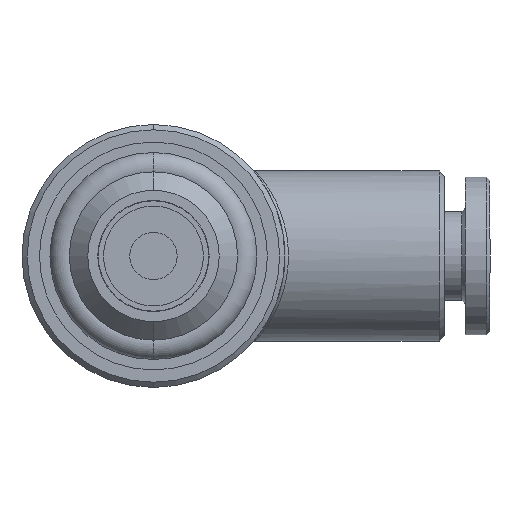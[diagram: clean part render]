
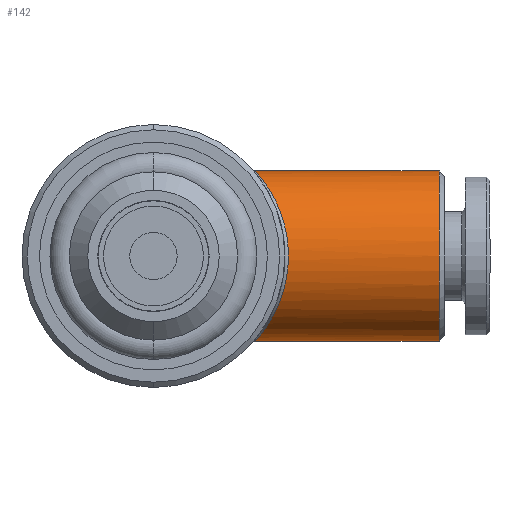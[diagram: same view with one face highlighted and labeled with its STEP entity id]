
A CAD part, front view. The second image highlights one B-rep face of the part: STEP entity #142.
In plain terms, the highlighted cylindrical face has radius 4.85 mm (diameter 9.7 mm), a partial arc.
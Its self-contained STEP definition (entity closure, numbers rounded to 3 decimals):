
#41 = EDGE_CURVE ( 'NONE', #3423, #3440, #587, .T. ) ;
#97 = EDGE_LOOP ( 'NONE', ( #98, #99, #101, #102, #143 ) ) ;
#98 = ORIENTED_EDGE ( 'NONE', *, *, #3439, .F. ) ;
#99 = ORIENTED_EDGE ( 'NONE', *, *, #100, .T. ) ;
#100 = EDGE_CURVE ( 'NONE', #3943, #3481, #750, .T. ) ;
#101 = ORIENTED_EDGE ( 'NONE', *, *, #3444, .T. ) ;
#102 = ORIENTED_EDGE ( 'NONE', *, *, #3408, .T. ) ;
#142 = ADVANCED_FACE ( 'NONE', ( #711 ), #710, .T. ) ;
#143 = ORIENTED_EDGE ( 'NONE', *, *, #41, .T. ) ;
#572 = CARTESIAN_POINT ( 'NONE',  ( 5.813, 15.39, -4.85 ) ) ;
#573 = CARTESIAN_POINT ( 'NONE',  ( 5.813, 15.37, -4.85 ) ) ;
#574 = CARTESIAN_POINT ( 'NONE',  ( 5.813, 15.35, -4.85 ) ) ;
#575 = CARTESIAN_POINT ( 'NONE',  ( 5.813, 15.34, -4.85 ) ) ;
#586 = CARTESIAN_POINT ( 'NONE',  ( 5.813, 15.4, -4.85 ) ) ;
#587 = B_SPLINE_CURVE_WITH_KNOTS ( 'NONE', 3,
 ( #575, #574, #573, #572, #586 ),
 .UNSPECIFIED., .F., .F.,
 ( 4, 1, 4 ),
 ( 0., 0., 0. ),
 .UNSPECIFIED. ) ;
#682 = CARTESIAN_POINT ( 'NONE',  ( -5.577, 15.4, 0. ) ) ;
#683 = AXIS2_PLACEMENT_3D ( 'NONE', #682, #721, #720 ) ;
#693 = CARTESIAN_POINT ( 'NONE',  ( 16.3, 15.4, 0. ) ) ;
#709 = AXIS2_PLACEMENT_3D ( 'NONE', #693, #732, #731 ) ;
#710 = CYLINDRICAL_SURFACE ( 'NONE', #683, 4.85 ) ;
#711 = FACE_OUTER_BOUND ( 'NONE', #97, .T. ) ;
#720 = DIRECTION ( 'NONE',  ( 0., 0., 1. ) ) ;
#721 = DIRECTION ( 'NONE',  ( -1., 0., 0. ) ) ;
#731 = DIRECTION ( 'NONE',  ( 0., 0., 1. ) ) ;
#732 = DIRECTION ( 'NONE',  ( -1., 0., 0. ) ) ;
#750 = CIRCLE ( 'NONE', #709, 4.85 ) ;
#830 = CARTESIAN_POINT ( 'NONE',  ( 6.595, 12.4, -3.823 ) ) ;
#844 = CARTESIAN_POINT ( 'NONE',  ( 5.97, 14.057, -4.671 ) ) ;
#868 = CARTESIAN_POINT ( 'NONE',  ( 6.361, 12.907, -4.172 ) ) ;
#869 = CARTESIAN_POINT ( 'NONE',  ( 5.817, 15.007, -4.845 ) ) ;
#873 = CARTESIAN_POINT ( 'NONE',  ( 5.852, 14.683, -4.807 ) ) ;
#881 = CARTESIAN_POINT ( 'NONE',  ( 6.716, 12.165, -3.626 ) ) ;
#890 = CARTESIAN_POINT ( 'NONE',  ( 5.813, 15.34, -4.85 ) ) ;
#891 = CARTESIAN_POINT ( 'NONE',  ( 6.055, 13.75, -4.572 ) ) ;
#910 = CARTESIAN_POINT ( 'NONE',  ( 6.95, 11.737, -3.193 ) ) ;
#918 = CARTESIAN_POINT ( 'NONE',  ( 6.25, 13.177, -4.322 ) ) ;
#1736 = CARTESIAN_POINT ( 'NONE',  ( 5.813, 15.4, 4.85 ) ) ;
#1921 = CARTESIAN_POINT ( 'NONE',  ( 7.259, 11.222, 2.482 ) ) ;
#1922 = CARTESIAN_POINT ( 'NONE',  ( 7.045, 11.574, 2.996 ) ) ;
#1923 = CARTESIAN_POINT ( 'NONE',  ( 6.929, 11.773, 3.234 ) ) ;
#1924 = CARTESIAN_POINT ( 'NONE',  ( 6.693, 12.207, 3.664 ) ) ;
#1925 = CARTESIAN_POINT ( 'NONE',  ( 6.573, 12.445, 3.858 ) ) ;
#1926 = CARTESIAN_POINT ( 'NONE',  ( 6.34, 12.957, 4.201 ) ) ;
#1927 = CARTESIAN_POINT ( 'NONE',  ( 6.231, 13.228, 4.348 ) ) ;
#1928 = CARTESIAN_POINT ( 'NONE',  ( 6.087, 13.658, 4.529 ) ) ;
#1929 = CARTESIAN_POINT ( 'NONE',  ( 6.043, 13.805, 4.583 ) ) ;
#1930 = CARTESIAN_POINT ( 'NONE',  ( 5.964, 14.11, 4.678 ) ) ;
#1931 = CARTESIAN_POINT ( 'NONE',  ( 5.929, 14.268, 4.719 ) ) ;
#1932 = CARTESIAN_POINT ( 'NONE',  ( 5.844, 14.745, 4.816 ) ) ;
#1933 = CARTESIAN_POINT ( 'NONE',  ( 5.813, 15.069, 4.85 ) ) ;
#1934 = CARTESIAN_POINT ( 'NONE',  ( 5.813, 15.4, 4.85 ) ) ;
#1936 = B_SPLINE_CURVE_WITH_KNOTS ( 'NONE', 3,
 ( #1934, #1933, #1932, #1931, #1930, #1929, #1928, #1927, #1926, #1925, #1924, #1923, #1922, #1921, #2007, #2006, #2005, #2004, #2003, #2002, #2001, #2000, #1999, #1998, #1997, #1996, #1995, #1994, #1993, #1992, #1991, #1990, #910, #881, #830, #868, #918, #891, #844, #873, #869, #890 ),
 .UNSPECIFIED., .F., .F.,
 ( 4, 2, 2, 2, 2, 2, 2, 2, 2, 2, 2, 2, 2, 2, 2, 2, 2, 2, 2, 2, 4 ),
 ( 0.016, 0.017, 0.018, 0.018, 0.019, 0.02, 0.021, 0.022, 0.023, 0.023, 0.024, 0.024, 0.025, 0.026, 0.026, 0.027, 0.028, 0.029, 0.03, 0.031, 0.032 ),
 .UNSPECIFIED. ) ;
#1990 = CARTESIAN_POINT ( 'NONE',  ( 7.065, 11.54, -2.954 ) ) ;
#1991 = CARTESIAN_POINT ( 'NONE',  ( 7.276, 11.194, -2.436 ) ) ;
#1992 = CARTESIAN_POINT ( 'NONE',  ( 7.37, 11.047, -2.162 ) ) ;
#1993 = CARTESIAN_POINT ( 'NONE',  ( 7.489, 10.865, -1.726 ) ) ;
#1994 = CARTESIAN_POINT ( 'NONE',  ( 7.525, 10.81, -1.576 ) ) ;
#1995 = CARTESIAN_POINT ( 'NONE',  ( 7.588, 10.716, -1.268 ) ) ;
#1996 = CARTESIAN_POINT ( 'NONE',  ( 7.615, 10.676, -1.109 ) ) ;
#1997 = CARTESIAN_POINT ( 'NONE',  ( 7.679, 10.58, -0.631 ) ) ;
#1998 = CARTESIAN_POINT ( 'NONE',  ( 7.701, 10.549, -0.308 ) ) ;
#1999 = CARTESIAN_POINT ( 'NONE',  ( 7.7, 10.551, 0.183 ) ) ;
#2000 = CARTESIAN_POINT ( 'NONE',  ( 7.693, 10.56, 0.349 ) ) ;
#2001 = CARTESIAN_POINT ( 'NONE',  ( 7.67, 10.595, 0.676 ) ) ;
#2002 = CARTESIAN_POINT ( 'NONE',  ( 7.652, 10.62, 0.837 ) ) ;
#2003 = CARTESIAN_POINT ( 'NONE',  ( 7.607, 10.687, 1.154 ) ) ;
#2004 = CARTESIAN_POINT ( 'NONE',  ( 7.58, 10.728, 1.31 ) ) ;
#2005 = CARTESIAN_POINT ( 'NONE',  ( 7.515, 10.825, 1.617 ) ) ;
#2006 = CARTESIAN_POINT ( 'NONE',  ( 7.478, 10.881, 1.769 ) ) ;
#2007 = CARTESIAN_POINT ( 'NONE',  ( 7.355, 11.07, 2.209 ) ) ;
#2536 = DIRECTION ( 'NONE',  ( -1., 0., 0. ) ) ;
#2537 = VECTOR ( 'NONE', #2536, 1000. ) ;
#2543 = LINE ( 'NONE', #2556, #2537 ) ;
#2556 = CARTESIAN_POINT ( 'NONE',  ( -5.577, 15.4, 4.85 ) ) ;
#2559 = CARTESIAN_POINT ( 'NONE',  ( 5.813, 15.4, -4.85 ) ) ;
#2560 = DIRECTION ( 'NONE',  ( -1., 0., 0. ) ) ;
#2561 = VECTOR ( 'NONE', #2560, 1000. ) ;
#2562 = CARTESIAN_POINT ( 'NONE',  ( -5.577, 15.4, -4.85 ) ) ;
#2565 = LINE ( 'NONE', #2562, #2561 ) ;
#2566 = CARTESIAN_POINT ( 'NONE',  ( 5.813, 15.34, -4.85 ) ) ;
#2639 = CARTESIAN_POINT ( 'NONE',  ( 16.3, 15.4, 4.85 ) ) ;
#3214 = CARTESIAN_POINT ( 'NONE',  ( 16.3, 15.4, -4.85 ) ) ;
#3349 = VERTEX_POINT ( 'NONE', #1736 ) ;
#3408 = EDGE_CURVE ( 'NONE', #3349, #3423, #1936, .T. ) ;
#3423 = VERTEX_POINT ( 'NONE', #2566 ) ;
#3439 = EDGE_CURVE ( 'NONE', #3943, #3440, #2565, .T. ) ;
#3440 = VERTEX_POINT ( 'NONE', #2559 ) ;
#3444 = EDGE_CURVE ( 'NONE', #3481, #3349, #2543, .T. ) ;
#3481 = VERTEX_POINT ( 'NONE', #2639 ) ;
#3943 = VERTEX_POINT ( 'NONE', #3214 ) ;
